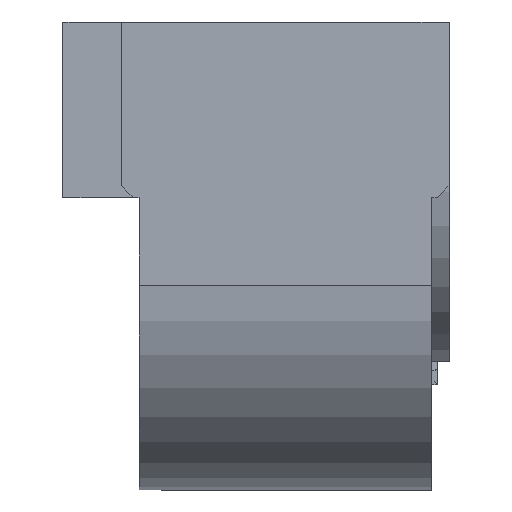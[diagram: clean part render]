
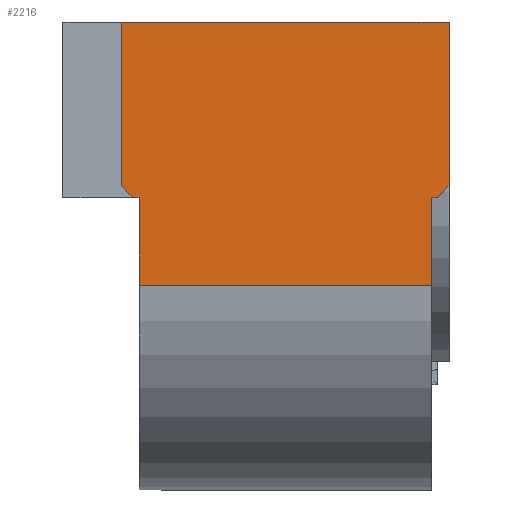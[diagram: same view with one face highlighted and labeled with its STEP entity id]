
A CAD part, left-side view. The second image highlights one B-rep face of the part: STEP entity #2216.
In plain terms, the highlighted planar face has unit normal (-1, 0, 0).
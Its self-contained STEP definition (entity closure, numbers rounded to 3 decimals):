
#89=FACE_OUTER_BOUND('',#214,.T.);
#214=EDGE_LOOP('',(#1513,#1514,#1515,#1516,#1517,#1518,#1519,#1520,#1521,
#1522));
#343=LINE('',#2932,#582);
#348=LINE('',#3019,#587);
#357=LINE('',#3177,#596);
#364=LINE('',#3195,#603);
#365=LINE('',#3197,#604);
#366=LINE('',#3199,#605);
#367=LINE('',#3201,#606);
#368=LINE('',#3203,#607);
#369=LINE('',#3204,#608);
#370=LINE('',#3205,#609);
#582=VECTOR('',#2469,10.);
#587=VECTOR('',#2478,10.);
#596=VECTOR('',#2493,10.);
#603=VECTOR('',#2510,10.);
#604=VECTOR('',#2511,10.);
#605=VECTOR('',#2512,10.);
#606=VECTOR('',#2513,10.);
#607=VECTOR('',#2514,10.);
#608=VECTOR('',#2515,10.);
#609=VECTOR('',#2516,10.);
#903=VERTEX_POINT('',#2928);
#905=VERTEX_POINT('',#2931);
#912=VERTEX_POINT('',#3018);
#925=VERTEX_POINT('',#3174);
#926=VERTEX_POINT('',#3176);
#932=VERTEX_POINT('',#3194);
#933=VERTEX_POINT('',#3196);
#934=VERTEX_POINT('',#3198);
#935=VERTEX_POINT('',#3200);
#936=VERTEX_POINT('',#3202);
#1124=EDGE_CURVE('',#905,#903,#343,.T.);
#1134=EDGE_CURVE('',#912,#905,#348,.T.);
#1150=EDGE_CURVE('',#926,#925,#357,.T.);
#1159=EDGE_CURVE('',#932,#903,#364,.T.);
#1160=EDGE_CURVE('',#932,#933,#365,.T.);
#1161=EDGE_CURVE('',#933,#934,#366,.T.);
#1162=EDGE_CURVE('',#935,#934,#367,.T.);
#1163=EDGE_CURVE('',#936,#935,#368,.T.);
#1164=EDGE_CURVE('',#936,#926,#369,.T.);
#1165=EDGE_CURVE('',#912,#925,#370,.T.);
#1513=ORIENTED_EDGE('',*,*,#1124,.T.);
#1514=ORIENTED_EDGE('',*,*,#1159,.F.);
#1515=ORIENTED_EDGE('',*,*,#1160,.T.);
#1516=ORIENTED_EDGE('',*,*,#1161,.T.);
#1517=ORIENTED_EDGE('',*,*,#1162,.F.);
#1518=ORIENTED_EDGE('',*,*,#1163,.F.);
#1519=ORIENTED_EDGE('',*,*,#1164,.T.);
#1520=ORIENTED_EDGE('',*,*,#1150,.T.);
#1521=ORIENTED_EDGE('',*,*,#1165,.F.);
#1522=ORIENTED_EDGE('',*,*,#1134,.T.);
#2131=PLANE('',#2357);
#2216=ADVANCED_FACE('',(#89),#2131,.T.);
#2357=AXIS2_PLACEMENT_3D('',#3193,#2508,#2509);
#2469=DIRECTION('',(0.,-1.,0.));
#2478=DIRECTION('',(0.,0.,1.));
#2493=DIRECTION('',(0.,0.,-1.));
#2508=DIRECTION('center_axis',(-1.,0.,0.));
#2509=DIRECTION('ref_axis',(0.,0.,1.));
#2510=DIRECTION('',(0.,0.707,-0.707));
#2511=DIRECTION('',(0.,0.,1.));
#2512=DIRECTION('',(0.,1.,0.));
#2513=DIRECTION('',(0.,0.,1.));
#2514=DIRECTION('',(0.,0.707,0.707));
#2515=DIRECTION('',(0.,-1.,0.));
#2516=DIRECTION('',(0.,1.,0.));
#2928=CARTESIAN_POINT('',(2.,0.2,5.));
#2931=CARTESIAN_POINT('',(2.,0.3,5.));
#2932=CARTESIAN_POINT('',(2.,0.1,5.));
#3018=CARTESIAN_POINT('',(2.,0.3,3.5));
#3019=CARTESIAN_POINT('',(2.,0.3,3.));
#3174=CARTESIAN_POINT('',(2.,5.3,3.5));
#3176=CARTESIAN_POINT('',(2.,5.3,5.));
#3177=CARTESIAN_POINT('',(2.,5.3,3.));
#3193=CARTESIAN_POINT('Origin',(2.,0.,3.5));
#3194=CARTESIAN_POINT('',(2.,0.,5.2));
#3195=CARTESIAN_POINT('',(2.,0.475,4.725));
#3196=CARTESIAN_POINT('',(2.,0.,8.));
#3197=CARTESIAN_POINT('',(2.,0.,0.));
#3198=CARTESIAN_POINT('',(2.,5.6,8.));
#3199=CARTESIAN_POINT('',(2.,0.,8.));
#3200=CARTESIAN_POINT('',(2.,5.6,5.2));
#3201=CARTESIAN_POINT('',(2.,5.6,0.));
#3202=CARTESIAN_POINT('',(2.,5.4,5.));
#3203=CARTESIAN_POINT('',(2.,3.725,3.325));
#3204=CARTESIAN_POINT('',(2.,2.7,5.));
#3205=CARTESIAN_POINT('',(2.,0.,3.5));
